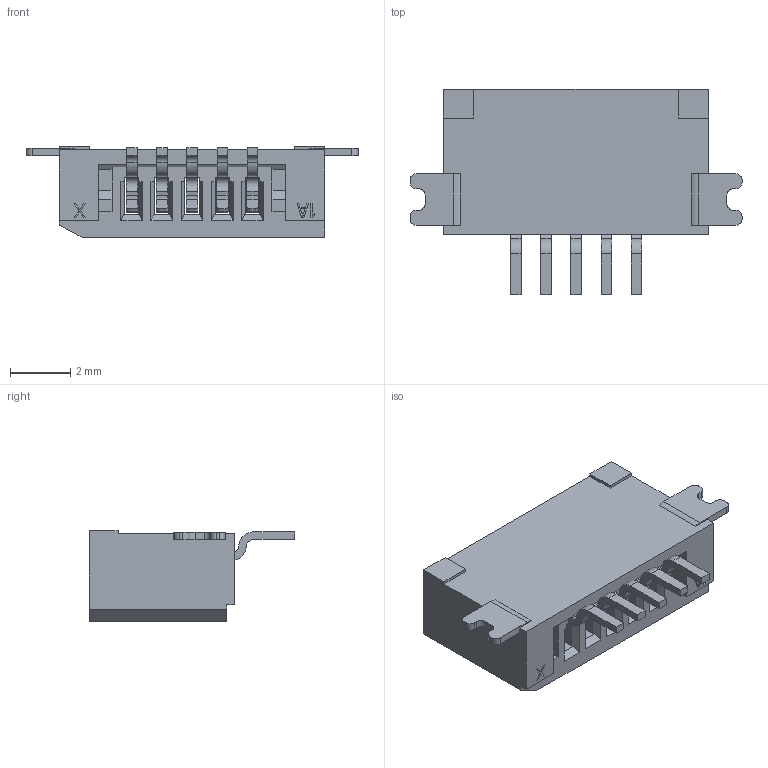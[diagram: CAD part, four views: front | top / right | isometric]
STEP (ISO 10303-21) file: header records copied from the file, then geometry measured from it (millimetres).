
FILE_DESCRIPTION (( 'STEP AP214' ), '1' );
FILE_NAME ('F519-1A7A1-11005-E200.STEP', '2021-01-05T09:54:42', ( '' ), ( '' ), 'SwSTEP 2.0', 'SolidWorks 2020', '' );
FILE_SCHEMA (( 'AUTOMOTIVE_DESIGN' ));
Length unit declared in the file: millimetre
Products named in the file (1): F519-1A7A1-11005-E200
Bounding box: 11 x 6.8 x 3 mm (x, y, z)
Volume: 97.5 mm3; surface area: 315.2 mm2
Topology: 1 solids, 3 shells, 566 faces, 1539 edges, 1002 vertices
Faces by surface type: plane 387, cylinder 116, bspline 33, torus 30
Entity records: 19788 total; most frequent: CARTESIAN_POINT 5640, ORIENTED_EDGE 3078, DIRECTION 2706, EDGE_CURVE 1539, VECTOR 1138, LINE 1138, VERTEX_POINT 1002, AXIS2_PLACEMENT_3D 784
